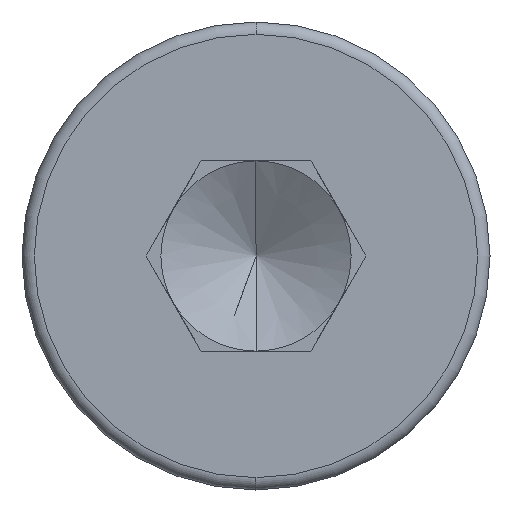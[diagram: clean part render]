
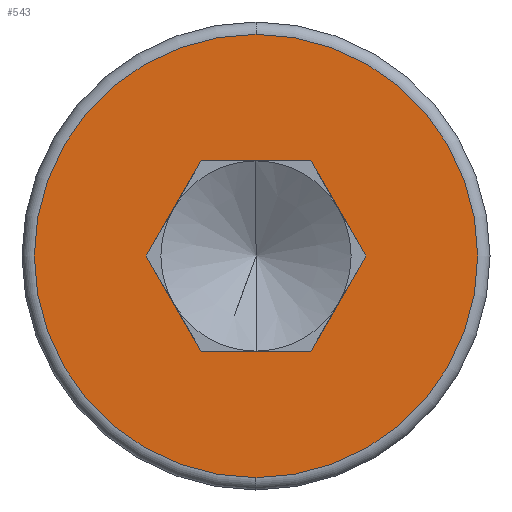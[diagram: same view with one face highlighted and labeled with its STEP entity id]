
A CAD part, left-side view. The second image highlights one B-rep face of the part: STEP entity #543.
In plain terms, the highlighted planar face has unit normal (-1, 0, 0).
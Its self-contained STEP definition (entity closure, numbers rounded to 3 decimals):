
#4 = EDGE_LOOP ( 'NONE', ( #633, #74 ) ) ;
#6 = VERTEX_POINT ( 'NONE', #107 ) ;
#17 = VECTOR ( 'NONE', #676, 1000. ) ;
#25 = EDGE_LOOP ( 'NONE', ( #307, #553, #355, #226, #108, #625 ) ) ;
#43 = EDGE_CURVE ( 'NONE', #98, #643, #372, .T. ) ;
#74 = ORIENTED_EDGE ( 'NONE', *, *, #424, .T. ) ;
#81 = DIRECTION ( 'NONE',  ( -1., 0., 0. ) ) ;
#98 = VERTEX_POINT ( 'NONE', #698 ) ;
#105 = EDGE_CURVE ( 'NONE', #643, #6, #532, .T. ) ;
#107 = CARTESIAN_POINT ( 'NONE',  ( 0., -0.446, -0.773 ) ) ;
#108 = ORIENTED_EDGE ( 'NONE', *, *, #228, .F. ) ;
#132 = VERTEX_POINT ( 'NONE', #376 ) ;
#142 = CARTESIAN_POINT ( 'NONE',  ( 0., 0., 0. ) ) ;
#155 = VERTEX_POINT ( 'NONE', #527 ) ;
#169 = CARTESIAN_POINT ( 'NONE',  ( 0., -0.892, 0. ) ) ;
#171 = DIRECTION ( 'NONE',  ( 0., 0., 1. ) ) ;
#181 = AXIS2_PLACEMENT_3D ( 'NONE', #325, #741, #485 ) ;
#217 = DIRECTION ( 'NONE',  ( -1., 0., 0. ) ) ;
#219 = VECTOR ( 'NONE', #603, 1000. ) ;
#225 = AXIS2_PLACEMENT_3D ( 'NONE', #406, #217, #604 ) ;
#226 = ORIENTED_EDGE ( 'NONE', *, *, #105, .T. ) ;
#228 = EDGE_CURVE ( 'NONE', #781, #6, #777, .T. ) ;
#251 = CIRCLE ( 'NONE', #613, 1.8 ) ;
#252 = CIRCLE ( 'NONE', #181, 1.8 ) ;
#253 = FACE_OUTER_BOUND ( 'NONE', #4, .T. ) ;
#278 = CARTESIAN_POINT ( 'NONE',  ( 0., 0.892, 0. ) ) ;
#285 = VERTEX_POINT ( 'NONE', #363 ) ;
#291 = LINE ( 'NONE', #278, #753 ) ;
#307 = ORIENTED_EDGE ( 'NONE', *, *, #614, .T. ) ;
#325 = CARTESIAN_POINT ( 'NONE',  ( 0., 0., 0. ) ) ;
#333 = EDGE_CURVE ( 'NONE', #285, #781, #291, .T. ) ;
#355 = ORIENTED_EDGE ( 'NONE', *, *, #43, .T. ) ;
#363 = CARTESIAN_POINT ( 'NONE',  ( 0., 0.892, 0. ) ) ;
#371 = DIRECTION ( 'NONE',  ( 0., -0.5, -0.866 ) ) ;
#372 = LINE ( 'NONE', #499, #448 ) ;
#376 = CARTESIAN_POINT ( 'NONE',  ( 0., 0., 1.8 ) ) ;
#380 = LINE ( 'NONE', #436, #716 ) ;
#389 = DIRECTION ( 'NONE',  ( 0., -0.5, 0.866 ) ) ;
#390 = CARTESIAN_POINT ( 'NONE',  ( 0., 0.446, -0.773 ) ) ;
#406 = CARTESIAN_POINT ( 'NONE',  ( 0., 0., 0. ) ) ;
#424 = EDGE_CURVE ( 'NONE', #431, #132, #251, .T. ) ;
#431 = VERTEX_POINT ( 'NONE', #534 ) ;
#436 = CARTESIAN_POINT ( 'NONE',  ( 0., 0.892, 0. ) ) ;
#448 = VECTOR ( 'NONE', #514, 1000. ) ;
#485 = DIRECTION ( 'NONE',  ( 0., 0., 1. ) ) ;
#499 = CARTESIAN_POINT ( 'NONE',  ( 0., -0.446, 0.772 ) ) ;
#508 = CARTESIAN_POINT ( 'NONE',  ( 0., 0.446, -0.773 ) ) ;
#514 = DIRECTION ( 'NONE',  ( 0., -0.5, -0.866 ) ) ;
#527 = CARTESIAN_POINT ( 'NONE',  ( 0., 0.446, 0.772 ) ) ;
#532 = LINE ( 'NONE', #169, #17 ) ;
#534 = CARTESIAN_POINT ( 'NONE',  ( 0., 0., -1.8 ) ) ;
#543 = ADVANCED_FACE ( 'NONE', ( #608, #253 ), #640, .T. ) ;
#547 = EDGE_CURVE ( 'NONE', #132, #431, #252, .T. ) ;
#553 = ORIENTED_EDGE ( 'NONE', *, *, #686, .F. ) ;
#597 = CARTESIAN_POINT ( 'NONE',  ( 0., -0.892, 0. ) ) ;
#603 = DIRECTION ( 'NONE',  ( 0., 1., 0. ) ) ;
#604 = DIRECTION ( 'NONE',  ( 0., 0., 1. ) ) ;
#608 = FACE_BOUND ( 'NONE', #25, .T. ) ;
#613 = AXIS2_PLACEMENT_3D ( 'NONE', #142, #81, #171 ) ;
#614 = EDGE_CURVE ( 'NONE', #285, #155, #380, .T. ) ;
#625 = ORIENTED_EDGE ( 'NONE', *, *, #333, .F. ) ;
#633 = ORIENTED_EDGE ( 'NONE', *, *, #547, .T. ) ;
#640 = PLANE ( 'NONE',  #225 ) ;
#643 = VERTEX_POINT ( 'NONE', #597 ) ;
#673 = CARTESIAN_POINT ( 'NONE',  ( 0., -0.446, 0.772 ) ) ;
#676 = DIRECTION ( 'NONE',  ( 0., 0.5, -0.866 ) ) ;
#686 = EDGE_CURVE ( 'NONE', #98, #155, #696, .T. ) ;
#696 = LINE ( 'NONE', #673, #219 ) ;
#698 = CARTESIAN_POINT ( 'NONE',  ( 0., -0.446, 0.772 ) ) ;
#699 = DIRECTION ( 'NONE',  ( 0., -1., 0. ) ) ;
#716 = VECTOR ( 'NONE', #389, 1000. ) ;
#741 = DIRECTION ( 'NONE',  ( -1., 0., 0. ) ) ;
#753 = VECTOR ( 'NONE', #371, 1000. ) ;
#763 = VECTOR ( 'NONE', #699, 1000. ) ;
#777 = LINE ( 'NONE', #508, #763 ) ;
#781 = VERTEX_POINT ( 'NONE', #390 ) ;
